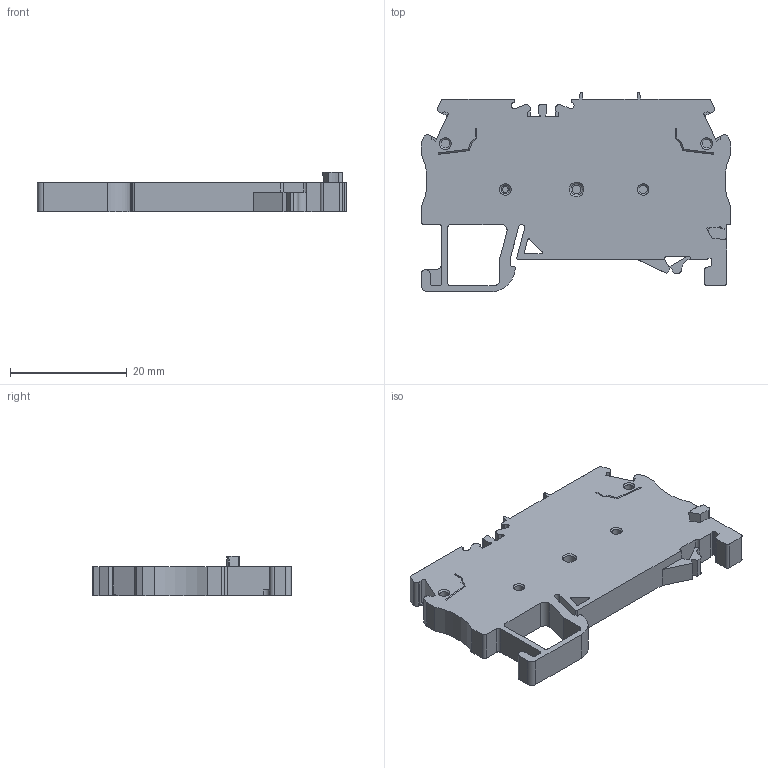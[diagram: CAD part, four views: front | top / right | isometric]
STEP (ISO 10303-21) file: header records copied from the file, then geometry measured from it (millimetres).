
FILE_DESCRIPTION(/* description */ ('Unknown'),/* implementation_level */ '2;1');
FILE_NAME(/* name */ '6DSDPT2.5H',/* time_stamp */ '2016-10-13T16:06:31+06:00',/* author */ ('Unknown'),/* organization */ ('Unknown'),/* preprocessor_version */ 'ST-DEVELOPER v16',/* originating_system */ 'DEX',/* authorisation */ $);
FILE_SCHEMA (('AUTOMOTIVE_DESIGN {1 0 10303 214 3 1 1}'));
Length unit declared in the file: millimetre
Products named in the file (1): 6DSDPT2.5H
Bounding box: 53 x 34.15 x 6.75 mm (x, y, z)
Volume: 6306.4 mm3; surface area: 4608.7 mm2
Topology: 1 solids, 1 shells, 270 faces, 762 edges, 504 vertices
Faces by surface type: plane 168, cylinder 73, cone 13, bspline 9, torus 7
Full cylindrical faces by diameter (mm): 1.5 x4, 2 x1
Entity records: 9364 total; most frequent: CARTESIAN_POINT 2390, ORIENTED_EDGE 1494, DIRECTION 1372, EDGE_CURVE 747, LINE 514, VECTOR 514, VERTEX_POINT 501, AXIS2_PLACEMENT_3D 429
